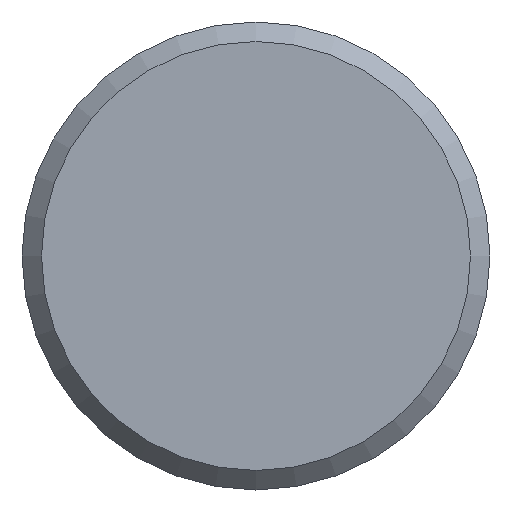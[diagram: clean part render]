
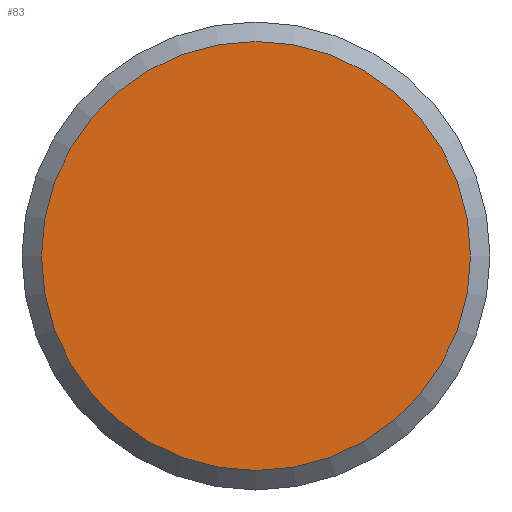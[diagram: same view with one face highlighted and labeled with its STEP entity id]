
A CAD part, left-side view. The second image highlights one B-rep face of the part: STEP entity #83.
In plain terms, the highlighted planar face has unit normal (-1, 0, 0).
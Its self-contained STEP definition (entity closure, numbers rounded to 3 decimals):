
#83 = ADVANCED_FACE( '', ( #105 ), #106, .T. );
#105 = FACE_OUTER_BOUND( '', #130, .T. );
#106 = PLANE( '', #131 );
#130 = EDGE_LOOP( '', ( #167 ) );
#131 = AXIS2_PLACEMENT_3D( '', #168, #169, #170 );
#167 = ORIENTED_EDGE( '', *, *, #188, .T. );
#168 = CARTESIAN_POINT( '', ( 0., 0., 0. ) );
#169 = DIRECTION( '', ( -1., 0., 0. ) );
#170 = DIRECTION( '', ( 0., 0., 1. ) );
#188 = EDGE_CURVE( '', #203, #203, #204, .T. );
#203 = VERTEX_POINT( '', #219 );
#204 = CIRCLE( '', #220, 5.5 );
#219 = CARTESIAN_POINT( '', ( 0., 0., 5.5 ) );
#220 = AXIS2_PLACEMENT_3D( '', #242, #243, #244 );
#242 = CARTESIAN_POINT( '', ( 0., 0., 0. ) );
#243 = DIRECTION( '', ( -1., 0., 0. ) );
#244 = DIRECTION( '', ( 0., 0., 1. ) );
